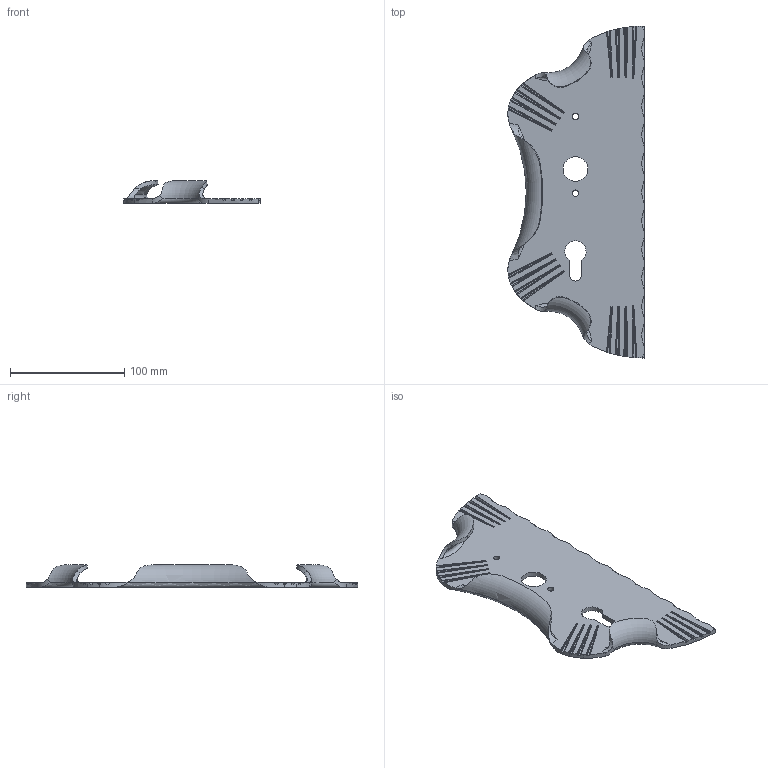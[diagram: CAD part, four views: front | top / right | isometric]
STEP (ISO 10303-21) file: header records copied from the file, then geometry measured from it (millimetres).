
FILE_DESCRIPTION (( 'STEP AP203' ), '1' );
FILE_NAME ('3840.STEP', '2020-03-31T08:30:46', ( '' ), ( '' ), 'SwSTEP 2.0', 'SolidWorks 2015', '' );
FILE_SCHEMA (( 'CONFIG_CONTROL_DESIGN' ));
Length unit declared in the file: millimetre
Products named in the file (2): 3840
Bounding box: 119.06 x 290 x 20 mm (x, y, z)
Volume: 116314.8 mm3; surface area: 63626.1 mm2
Topology: 1 solids, 1 shells, 405 faces, 1176 edges, 768 vertices
Faces by surface type: plane 160, cylinder 117, bspline 100, torus 25, cone 3
Full cylindrical faces by diameter (mm): 5.5 x2, 21.5 x1
Entity records: 18695 total; most frequent: CARTESIAN_POINT 9369, ORIENTED_EDGE 2298, DIRECTION 1359, EDGE_CURVE 1149, VERTEX_POINT 768, VECTOR 557, LINE 557, EDGE_LOOP 435
